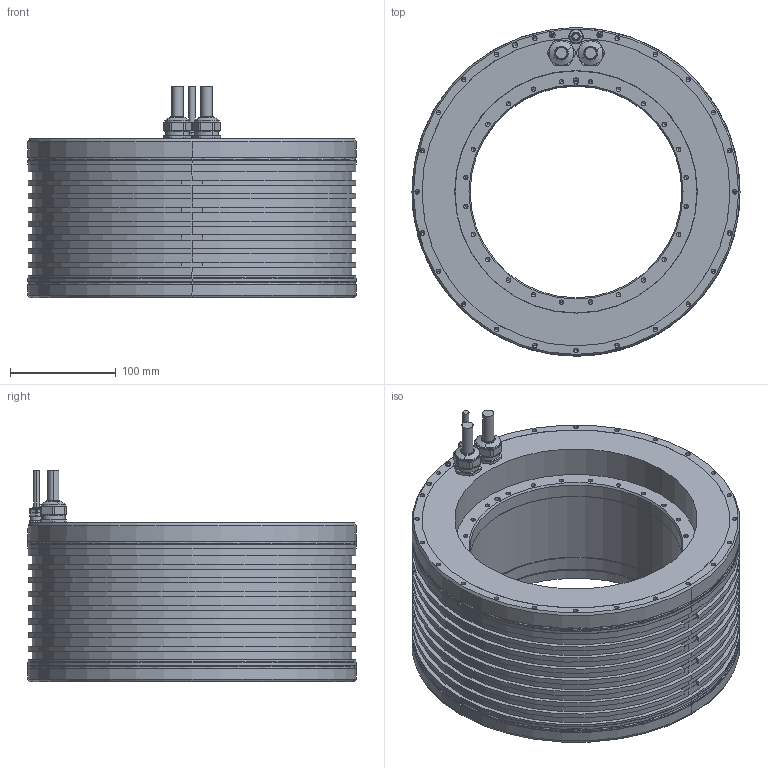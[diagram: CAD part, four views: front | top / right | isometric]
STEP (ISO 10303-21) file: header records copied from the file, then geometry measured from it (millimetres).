
FILE_DESCRIPTION((''),'2;1');
FILE_NAME('PRT0001','2016-06-14T',('ch5533'),(''),'PRO/ENGINEER BY PARAMETRIC TECHNOLOGY CORPORATION, 2014000','PRO/ENGINEER BY PARAMETRIC TECHNOLOGY CORPORATION, 2014000','');
FILE_SCHEMA(('CONFIG_CONTROL_DESIGN'));
Length unit declared in the file: millimetre
Products named in the file (1): PRT0001
Bounding box: 310 x 310 x 199.8 mm (x, y, z)
Volume: 5818877.1 mm3; surface area: 586821.4 mm2
Topology: 4 solids, 14 shells, 867 faces, 2104 edges, 1197 vertices
Faces by surface type: cylinder 394, cone 264, plane 145, torus 52, revolution 8, sphere 4
Entity records: 30546 total; most frequent: CARTESIAN_POINT 4667, DIRECTION 4595, ORIENTED_EDGE 3816, EDGE_CURVE 1908, AXIS2_PLACEMENT_3D 1880, VERTEX_POINT 1197, EDGE_LOOP 1021, CIRCLE 1021
